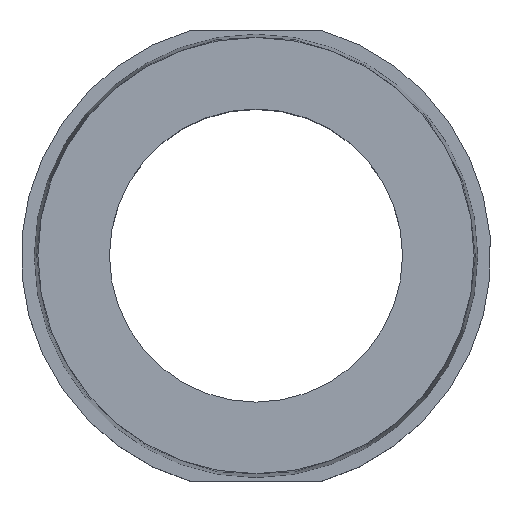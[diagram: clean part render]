
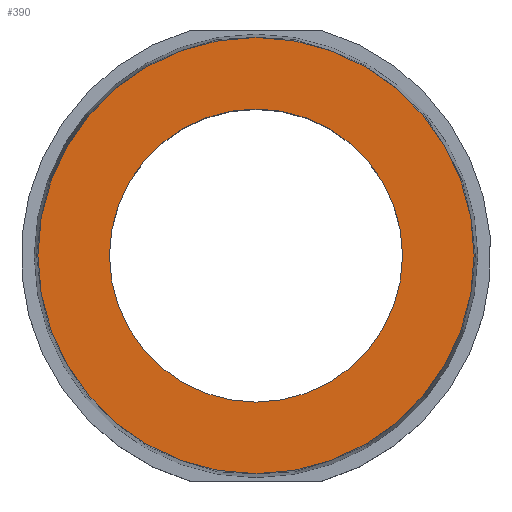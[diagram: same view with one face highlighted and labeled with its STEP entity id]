
A CAD part, top view. The second image highlights one B-rep face of the part: STEP entity #390.
In plain terms, the highlighted planar face has unit normal (0, 0, 1).
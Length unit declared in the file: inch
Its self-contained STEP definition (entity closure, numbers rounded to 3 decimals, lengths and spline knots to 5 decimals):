
#53 = AXIS2_PLACEMENT_3D ( 'NONE', #663, #660, #656 ) ;
#87 = CIRCLE ( 'NONE', #520, 1.74155 ) ;
#94 = VERTEX_POINT ( 'NONE', #492 ) ;
#95 = CARTESIAN_POINT ( 'NONE',  ( 0., 0., 2.38 ) ) ;
#110 = CIRCLE ( 'NONE', #53, 1.17 ) ;
#174 = CARTESIAN_POINT ( 'NONE',  ( 1.74155, 0., 2.38 ) ) ;
#212 = EDGE_LOOP ( 'NONE', ( #516 ) ) ;
#213 = CARTESIAN_POINT ( 'NONE',  ( 0., 0., 2.38 ) ) ;
#357 = EDGE_LOOP ( 'NONE', ( #396 ) ) ;
#383 = DIRECTION ( 'NONE',  ( 1., 0., 0. ) ) ;
#390 = ADVANCED_FACE ( 'NONE', ( #550, #686 ), #566, .T. ) ;
#396 = ORIENTED_EDGE ( 'NONE', *, *, #608, .F. ) ;
#426 = DIRECTION ( 'NONE',  ( 0., 0., 1. ) ) ;
#492 = CARTESIAN_POINT ( 'NONE',  ( 1.17, 0., 2.38 ) ) ;
#508 = AXIS2_PLACEMENT_3D ( 'NONE', #95, #553, #383 ) ;
#516 = ORIENTED_EDGE ( 'NONE', *, *, #669, .T. ) ;
#520 = AXIS2_PLACEMENT_3D ( 'NONE', #213, #426, #524 ) ;
#524 = DIRECTION ( 'NONE',  ( 1., 0., 0. ) ) ;
#550 = FACE_BOUND ( 'NONE', #357, .T. ) ;
#553 = DIRECTION ( 'NONE',  ( 0., 0., 1. ) ) ;
#566 = PLANE ( 'NONE',  #508 ) ;
#567 = VERTEX_POINT ( 'NONE', #174 ) ;
#608 = EDGE_CURVE ( 'NONE', #94, #94, #110, .T. ) ;
#656 = DIRECTION ( 'NONE',  ( 1., 0., 0. ) ) ;
#660 = DIRECTION ( 'NONE',  ( 0., 0., 1. ) ) ;
#663 = CARTESIAN_POINT ( 'NONE',  ( 0., 0., 2.38 ) ) ;
#669 = EDGE_CURVE ( 'NONE', #567, #567, #87, .T. ) ;
#686 = FACE_OUTER_BOUND ( 'NONE', #212, .T. ) ;
